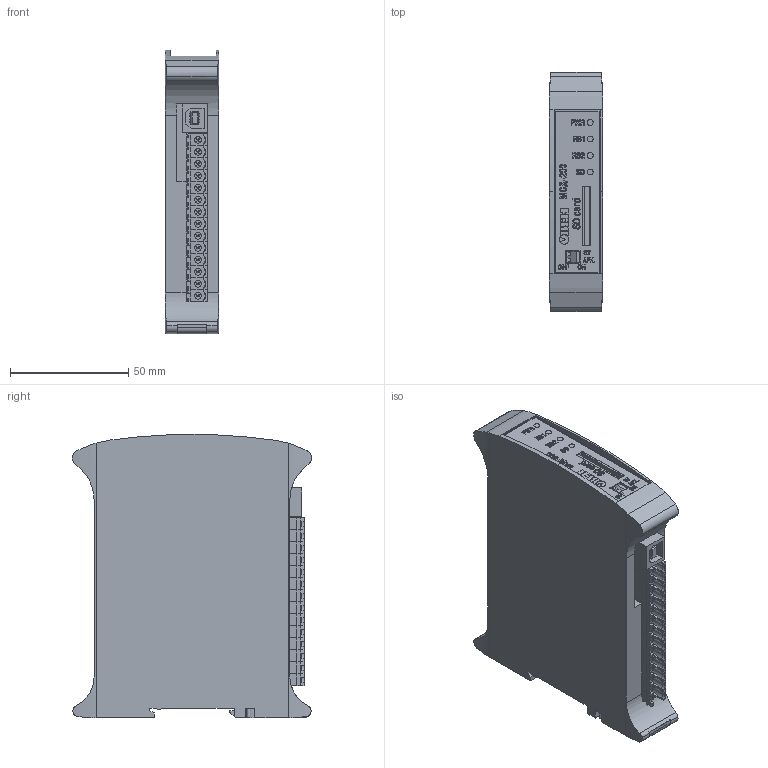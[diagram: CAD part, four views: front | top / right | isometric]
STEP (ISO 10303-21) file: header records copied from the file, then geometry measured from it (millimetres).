
FILE_DESCRIPTION (( 'STEP AP214' ), '1' );
FILE_NAME ('3D Ìîäåëü ÌÑÄ-200.STEP', '2017-01-18T16:22:34', ( '' ), ( '' ), 'SwSTEP 2.0', 'SolidWorks 2013', '' );
FILE_SCHEMA (( 'AUTOMOTIVE_DESIGN' ));
Length unit declared in the file: millimetre
Products named in the file (8): USB 2.0 B; 冓踖樦 2EDGR-5.08-2p; 冓踖樦 2EDGR-5.08-1p; Dip-ïåðåêëþ÷àòåëü ñèí; Ôèêñàòîð ÈÑÊÐÀ; Ïàíåëü ëèöåâàÿ ÌÑÄ-200; Êîðïóñ ÌÑÄ-200; 3D Ìîäåëü ÌÑÄ-200
Assembly tree (14 placements, depth 3):
  3D Ìîäåëü ÌÑÄ-200
    Êîðïóñ ÌÑÄ-200
    Ïàíåëü ëèöåâàÿ ÌÑÄ-200
    Ôèêñàòîð ÈÑÊÐÀ
    Dip-ïåðåêëþ÷àòåëü ñèí
    冓踖樦 2EDGR-5.08-2p  x7
      冓踖樦 2EDGR-5.08-1p
    USB 2.0 B
Bounding box: 22.5 x 101.31 x 120 mm (x, y, z)
Volume: 218624.2 mm3; surface area: 45393 mm2
Topology: 19 solids, 19 shells, 1353 faces, 3504 edges, 2292 vertices
Faces by surface type: plane 1013, bspline 227, cylinder 99, cone 14
Entity records: 34932 total; most frequent: CARTESIAN_POINT 7953, ORIENTED_EDGE 4434, DIRECTION 3104, EDGE_CURVE 2217, VECTOR 1632, LINE 1632, VERTEX_POINT 1473, EDGE_LOOP 914
